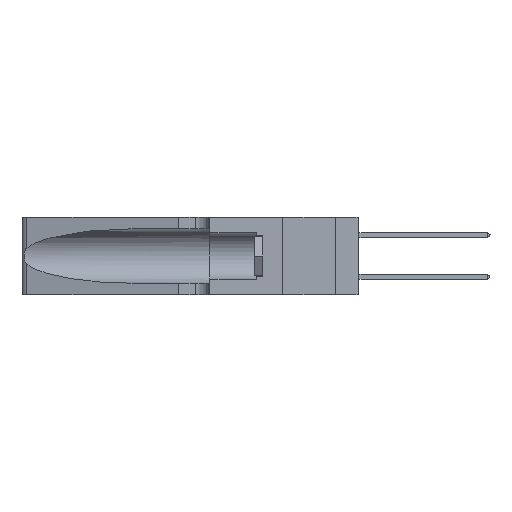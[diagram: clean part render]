
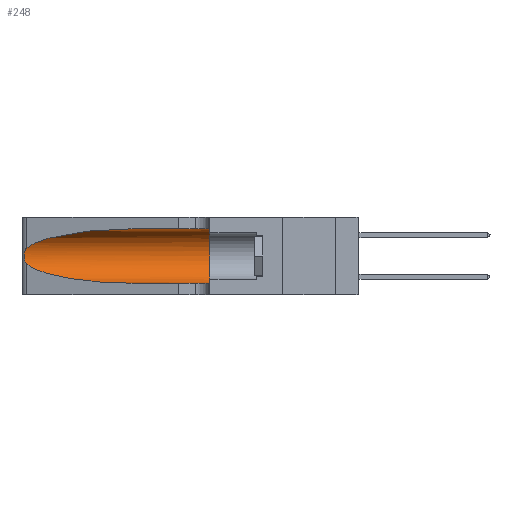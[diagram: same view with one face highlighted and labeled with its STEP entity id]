
A CAD part, left-side view. The second image highlights one B-rep face of the part: STEP entity #248.
In plain terms, the highlighted cylindrical face has radius 3.308 mm (diameter 6.617 mm), a partial arc.
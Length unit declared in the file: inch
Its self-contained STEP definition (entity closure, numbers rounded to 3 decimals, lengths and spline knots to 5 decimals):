
#24 = B_SPLINE_CURVE_WITH_KNOTS ( 'NONE', 3,
 ( #13430, #25656, #17512, #5150, #19576, #7236, #21705, #9343, #23741, #11462, #25748, #13513, #922, #15538 ),
 .UNSPECIFIED., .F., .F.,
 ( 4, 2, 2, 2, 2, 2, 4 ),
 ( 0., 0.00027, 0.00053, 0.00107, 0.0016, 0.00187, 0.00214 ),
 .UNSPECIFIED. ) ;
#35 = CARTESIAN_POINT ( 'NONE',  ( 0.1305, 0.72297, 0.05475 ) ) ;
#178 =( BOUNDED_CURVE ( )  B_SPLINE_CURVE ( 3, ( #21639, #18608, #19406, #19243 ),
 .UNSPECIFIED., .F., .F. ) 
 B_SPLINE_CURVE_WITH_KNOTS ( ( 4, 4 ),
 ( 3.44316, 4.71239 ),
 .UNSPECIFIED. ) 
 CURVE ( )  GEOMETRIC_REPRESENTATION_ITEM ( )  RATIONAL_B_SPLINE_CURVE ( ( 1., 0.87, 0.87, 1. ) ) 
 REPRESENTATION_ITEM ( '' )  );
#248 = ADVANCED_FACE ( 'NONE', ( #23828 ), #7364, .F. ) ;
#331 = VERTEX_POINT ( 'NONE', #7989 ) ;
#922 = CARTESIAN_POINT ( 'NONE',  ( 0.25555, 1.22993, 0.14849 ) ) ;
#1164 = CARTESIAN_POINT ( 'NONE',  ( 0.2373, 1.15595, 0.28018 ) ) ;
#1288 = EDGE_CURVE ( 'NONE', #15595, #25471, #178, .T. ) ;
#1556 = EDGE_CURVE ( 'NONE', #2477, #15595, #24, .T. ) ;
#1665 = LINE ( 'NONE', #11160, #23748 ) ;
#1862 = EDGE_LOOP ( 'NONE', ( #11255, #3440, #17612, #8089, #8473, #7026 ) ) ;
#2442 = DIRECTION ( 'NONE',  ( 0., 0., -1. ) ) ;
#2477 = VERTEX_POINT ( 'NONE', #20177 ) ;
#3440 = ORIENTED_EDGE ( 'NONE', *, *, #1556, .T. ) ;
#3969 = VERTEX_POINT ( 'NONE', #14293 ) ;
#5150 = CARTESIAN_POINT ( 'NONE',  ( 0.25787, 1.23484, 0.2124 ) ) ;
#5514 = VERTEX_POINT ( 'NONE', #12004 ) ;
#5735 = EDGE_CURVE ( 'NONE', #3969, #5514, #22904, .T. ) ;
#5800 = DIRECTION ( 'NONE',  ( 0., -1., 0. ) ) ;
#6447 = CARTESIAN_POINT ( 'NONE',  ( 0.1305, 0.35, 0.185 ) ) ;
#7026 = ORIENTED_EDGE ( 'NONE', *, *, #14425, .F. ) ;
#7236 = CARTESIAN_POINT ( 'NONE',  ( 0.26018, 1.23835, 0.19895 ) ) ;
#7364 = CYLINDRICAL_SURFACE ( 'NONE', #16711, 0.13025 ) ;
#7605 = AXIS2_PLACEMENT_3D ( 'NONE', #6447, #20874, #8518 ) ;
#7989 = CARTESIAN_POINT ( 'NONE',  ( 0.1305, 0.72297, 0.31525 ) ) ;
#8089 = ORIENTED_EDGE ( 'NONE', *, *, #15714, .T. ) ;
#8473 = ORIENTED_EDGE ( 'NONE', *, *, #5735, .F. ) ;
#8518 = DIRECTION ( 'NONE',  ( 0., 0., 1. ) ) ;
#8549 = CARTESIAN_POINT ( 'NONE',  ( 0.1305, 1.61858, 0.31525 ) ) ;
#8874 = CARTESIAN_POINT ( 'NONE',  ( 0.1305, 1.61858, 0.185 ) ) ;
#9343 = CARTESIAN_POINT ( 'NONE',  ( 0.26075, 1.23896, 0.178 ) ) ;
#9574 = CARTESIAN_POINT ( 'NONE',  ( 0.1305, 0.72297, 0.31525 ) ) ;
#11160 = CARTESIAN_POINT ( 'NONE',  ( 0.1305, 1.61858, 0.05475 ) ) ;
#11255 = ORIENTED_EDGE ( 'NONE', *, *, #13718, .T. ) ;
#11462 = CARTESIAN_POINT ( 'NONE',  ( 0.25856, 1.23593, 0.16098 ) ) ;
#12004 = CARTESIAN_POINT ( 'NONE',  ( 0.1305, 0.35, 0.05475 ) ) ;
#13430 = CARTESIAN_POINT ( 'NONE',  ( 0.25487, 1.22718, 0.22369 ) ) ;
#13513 = CARTESIAN_POINT ( 'NONE',  ( 0.25639, 1.23186, 0.15144 ) ) ;
#13546 = LINE ( 'NONE', #8549, #17678 ) ;
#13718 = EDGE_CURVE ( 'NONE', #331, #2477, #26748, .T. ) ;
#13732 = CARTESIAN_POINT ( 'NONE',  ( 0.18966, 0.96281, 0.31525 ) ) ;
#14293 = CARTESIAN_POINT ( 'NONE',  ( 0.1305, 0.35, 0.31525 ) ) ;
#14425 = EDGE_CURVE ( 'NONE', #331, #3969, #13546, .T. ) ;
#15538 = CARTESIAN_POINT ( 'NONE',  ( 0.25487, 1.22718, 0.14631 ) ) ;
#15595 = VERTEX_POINT ( 'NONE', #16787 ) ;
#15714 = EDGE_CURVE ( 'NONE', #25471, #5514, #1665, .T. ) ;
#15744 = CARTESIAN_POINT ( 'NONE',  ( 0.25487, 1.22718, 0.22369 ) ) ;
#16711 = AXIS2_PLACEMENT_3D ( 'NONE', #8874, #5800, #2442 ) ;
#16787 = CARTESIAN_POINT ( 'NONE',  ( 0.25487, 1.22718, 0.14631 ) ) ;
#17512 = CARTESIAN_POINT ( 'NONE',  ( 0.25639, 1.23184, 0.21858 ) ) ;
#17612 = ORIENTED_EDGE ( 'NONE', *, *, #1288, .T. ) ;
#17678 = VECTOR ( 'NONE', #25007, 39.37008 ) ;
#18608 = CARTESIAN_POINT ( 'NONE',  ( 0.2373, 1.15595, 0.08982 ) ) ;
#19243 = CARTESIAN_POINT ( 'NONE',  ( 0.1305, 0.72297, 0.05475 ) ) ;
#19406 = CARTESIAN_POINT ( 'NONE',  ( 0.18966, 0.96281, 0.05475 ) ) ;
#19576 = CARTESIAN_POINT ( 'NONE',  ( 0.25854, 1.2359, 0.20912 ) ) ;
#20177 = CARTESIAN_POINT ( 'NONE',  ( 0.25487, 1.22718, 0.22369 ) ) ;
#20874 = DIRECTION ( 'NONE',  ( 0., 1., 0. ) ) ;
#21639 = CARTESIAN_POINT ( 'NONE',  ( 0.25487, 1.22718, 0.14631 ) ) ;
#21705 = CARTESIAN_POINT ( 'NONE',  ( 0.26075, 1.23896, 0.19203 ) ) ;
#22904 = CIRCLE ( 'NONE', #7605, 0.13025 ) ;
#23454 = DIRECTION ( 'NONE',  ( 0., -1., 0. ) ) ;
#23741 = CARTESIAN_POINT ( 'NONE',  ( 0.26017, 1.23833, 0.17102 ) ) ;
#23748 = VECTOR ( 'NONE', #23454, 39.37008 ) ;
#23828 = FACE_OUTER_BOUND ( 'NONE', #1862, .T. ) ;
#25007 = DIRECTION ( 'NONE',  ( 0., -1., 0. ) ) ;
#25471 = VERTEX_POINT ( 'NONE', #35 ) ;
#25656 = CARTESIAN_POINT ( 'NONE',  ( 0.25555, 1.22994, 0.2215 ) ) ;
#25748 = CARTESIAN_POINT ( 'NONE',  ( 0.25789, 1.23486, 0.15765 ) ) ;
#26748 =( BOUNDED_CURVE ( )  B_SPLINE_CURVE ( 3, ( #9574, #13732, #1164, #15744 ),
 .UNSPECIFIED., .F., .F. ) 
 B_SPLINE_CURVE_WITH_KNOTS ( ( 4, 4 ),
 ( 1.5708, 2.84003 ),
 .UNSPECIFIED. ) 
 CURVE ( )  GEOMETRIC_REPRESENTATION_ITEM ( )  RATIONAL_B_SPLINE_CURVE ( ( 1., 0.87, 0.87, 1. ) ) 
 REPRESENTATION_ITEM ( '' )  );
